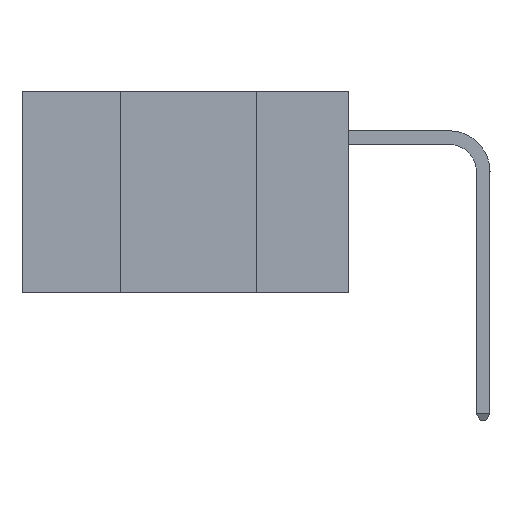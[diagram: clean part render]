
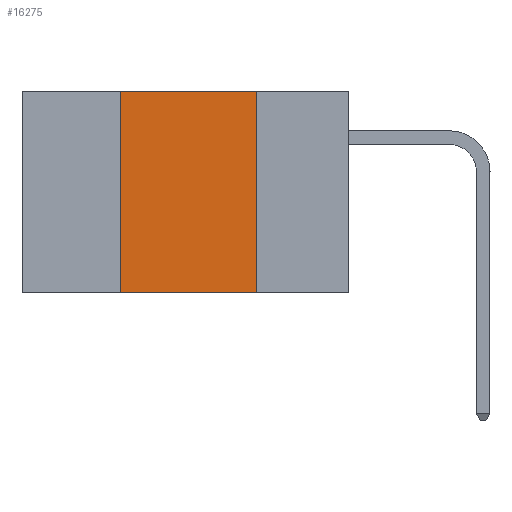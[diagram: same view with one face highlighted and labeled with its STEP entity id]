
A CAD part, left-side view. The second image highlights one B-rep face of the part: STEP entity #16275.
In plain terms, the highlighted planar face has unit normal (-1, 0, 0).
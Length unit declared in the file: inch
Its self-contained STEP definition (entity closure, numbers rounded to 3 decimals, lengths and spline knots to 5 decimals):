
#486 = EDGE_CURVE ( 'NONE', #19608, #11020, #7580, .T. ) ;
#1077 = CARTESIAN_POINT ( 'NONE',  ( 0., 0.6, -0.37 ) ) ;
#1188 = CARTESIAN_POINT ( 'NONE',  ( 0., 0.42, 0. ) ) ;
#2690 = EDGE_CURVE ( 'NONE', #11564, #26714, #4997, .T. ) ;
#3505 = VECTOR ( 'NONE', #5644, 39.37008 ) ;
#3697 = AXIS2_PLACEMENT_3D ( 'NONE', #17784, #9919, #31129 ) ;
#4997 = LINE ( 'NONE', #1077, #9957 ) ;
#5644 = DIRECTION ( 'NONE',  ( 0., 0., 1. ) ) ;
#5802 = ORIENTED_EDGE ( 'NONE', *, *, #6368, .F. ) ;
#6365 = CARTESIAN_POINT ( 'NONE',  ( 0., 0.42, -0.37 ) ) ;
#6368 = EDGE_CURVE ( 'NONE', #11564, #19608, #24575, .T. ) ;
#6848 = EDGE_LOOP ( 'NONE', ( #9353, #14451, #5802, #13597 ) ) ;
#7580 = LINE ( 'NONE', #20695, #23674 ) ;
#8846 = EDGE_CURVE ( 'NONE', #11020, #26714, #14060, .T. ) ;
#9353 = ORIENTED_EDGE ( 'NONE', *, *, #8846, .F. ) ;
#9919 = DIRECTION ( 'NONE',  ( 1., 0., 0. ) ) ;
#9957 = VECTOR ( 'NONE', #31124, 39.37008 ) ;
#11020 = VERTEX_POINT ( 'NONE', #24880 ) ;
#11564 = VERTEX_POINT ( 'NONE', #6365 ) ;
#12509 = DIRECTION ( 'NONE',  ( 0., -1., 0. ) ) ;
#13597 = ORIENTED_EDGE ( 'NONE', *, *, #2690, .T. ) ;
#14060 = LINE ( 'NONE', #14355, #22739 ) ;
#14355 = CARTESIAN_POINT ( 'NONE',  ( 0., 0.17, 0. ) ) ;
#14451 = ORIENTED_EDGE ( 'NONE', *, *, #486, .F. ) ;
#16275 = ADVANCED_FACE ( 'NONE', ( #31961 ), #22987, .F. ) ;
#17784 = CARTESIAN_POINT ( 'NONE',  ( 0., 0.6, 0. ) ) ;
#19608 = VERTEX_POINT ( 'NONE', #1188 ) ;
#20522 = CARTESIAN_POINT ( 'NONE',  ( 0., 0.42, 0. ) ) ;
#20695 = CARTESIAN_POINT ( 'NONE',  ( 0., 0.6, 0. ) ) ;
#22739 = VECTOR ( 'NONE', #31143, 39.37008 ) ;
#22987 = PLANE ( 'NONE',  #3697 ) ;
#23674 = VECTOR ( 'NONE', #12509, 39.37008 ) ;
#24575 = LINE ( 'NONE', #20522, #3505 ) ;
#24880 = CARTESIAN_POINT ( 'NONE',  ( 0., 0.17, 0. ) ) ;
#26714 = VERTEX_POINT ( 'NONE', #32613 ) ;
#31124 = DIRECTION ( 'NONE',  ( 0., -1., 0. ) ) ;
#31129 = DIRECTION ( 'NONE',  ( 0., 0., -1. ) ) ;
#31143 = DIRECTION ( 'NONE',  ( 0., 0., -1. ) ) ;
#31961 = FACE_OUTER_BOUND ( 'NONE', #6848, .T. ) ;
#32613 = CARTESIAN_POINT ( 'NONE',  ( 0., 0.17, -0.37 ) ) ;
